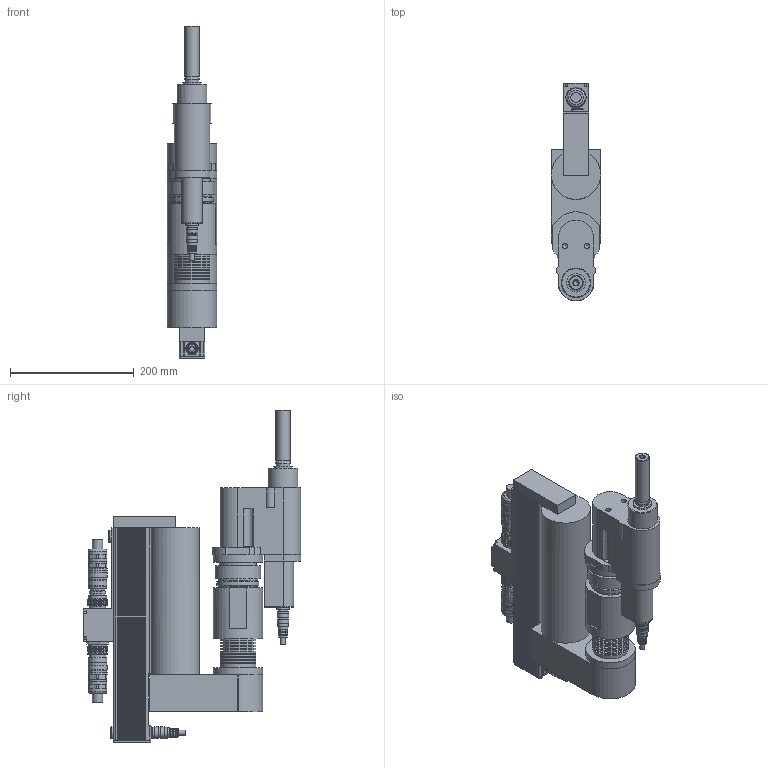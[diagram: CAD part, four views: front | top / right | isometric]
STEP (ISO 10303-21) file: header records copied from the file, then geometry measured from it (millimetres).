
FILE_DESCRIPTION((''),'2;1');
FILE_NAME('947585A6.stp','2011-03-25T14:05:28',('e4c32'),(''),'Autodesk Inventor 11','Autodesk Inventor 11','');
FILE_SCHEMA(('AUTOMOTIVE_DESIGN { 1 0 10303 214 1 1 1 1 }'));
Length unit declared in the file: millimetre
Products named in the file (6): 947585A6_IAM_001; 3VK2B_IPT_001.ipt_versetzter Abtrieb; 3BUTS-3BXA_IPT_001.ipt_Motorumlenkung und Getriebe; 961089-002_IPT_002.ipt_Stecker gerade; 961104-005_IPT_002.ipt_Stecker gerade; 961104-005_IPT_001.ipt_Stecker gerade
Assembly tree (6 placements, depth 2):
  947585A6_IAM_001
    3VK2B_IPT_001.ipt_versetzter Abtrieb
    3BUTS-3BXA_IPT_001.ipt_Motorumlenkung und Getriebe
    961089-002_IPT_002.ipt_Stecker gerade  x2
    961104-005_IPT_002.ipt_Stecker gerade
    961104-005_IPT_001.ipt_Stecker gerade
Bounding box: 80.5 x 352.65 x 537.3 mm (x, y, z)
Volume: 4997983.9 mm3; surface area: 409047.1 mm2
Topology: 6 solids, 6 shells, 1123 faces, 2792 edges, 1761 vertices
Faces by surface type: plane 729, cylinder 245, bspline 99, cone 38, torus 12
Full cylindrical faces by diameter (mm): 8 x2, 13.4 x2, 13.5 x1, 14 x10, 14.2 x2, 15.5 x1, 16 x6, 16.5 x2, 17.5 x1, 17.587 x4, 18 x6, 18.7 x4, 20 x4, 21.5 x1, 22.5 x1, 22.8 x1, 24 x2, 25.5 x1, 26.4 x1, 27 x1, 27.047 x1, 28 x2, 28.5 x1, 29.5 x3, 29.8 x4, 30 x5, 30.4 x2, 30.5 x3, 30.609 x1, 30.8 x4
Entity records: 30893 total; most frequent: CARTESIAN_POINT 6665, ORIENTED_EDGE 5142, DIRECTION 4640, EDGE_CURVE 2571, VERTEX_POINT 1703, VECTOR 1614, LINE 1614, AXIS2_PLACEMENT_3D 1513
